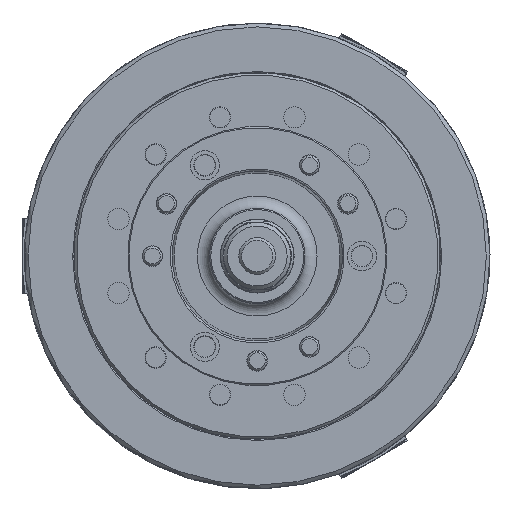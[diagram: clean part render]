
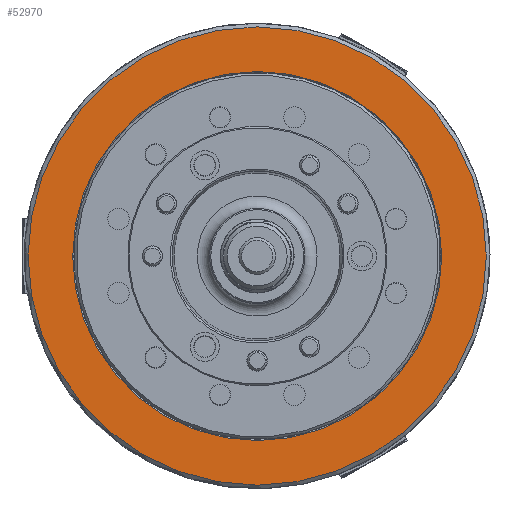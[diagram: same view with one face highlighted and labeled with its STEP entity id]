
A CAD part, left-side view. The second image highlights one B-rep face of the part: STEP entity #52970.
In plain terms, the highlighted planar face has unit normal (-1, 0, 0).
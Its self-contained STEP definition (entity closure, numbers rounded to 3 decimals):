
#887 = DIRECTION ( 'NONE',  ( -1., 0., 0. ) ) ;
#3379 = CARTESIAN_POINT ( 'NONE',  ( -114., 0., 0. ) ) ;
#5878 = FACE_OUTER_BOUND ( 'NONE', #64948, .T. ) ;
#12187 = DIRECTION ( 'NONE',  ( -1., 0., 0. ) ) ;
#14720 = AXIS2_PLACEMENT_3D ( 'NONE', #46419, #887, #21170 ) ;
#21170 = DIRECTION ( 'NONE',  ( 0., 0., 1. ) ) ;
#23644 = DIRECTION ( 'NONE',  ( 1., 0., 0. ) ) ;
#25653 = VERTEX_POINT ( 'NONE', #45926 ) ;
#26138 = PLANE ( 'NONE',  #14720 ) ;
#26799 = EDGE_LOOP ( 'NONE', ( #30313 ) ) ;
#29628 = AXIS2_PLACEMENT_3D ( 'NONE', #57686, #12187, #32431 ) ;
#30313 = ORIENTED_EDGE ( 'NONE', *, *, #51974, .T. ) ;
#30474 = ORIENTED_EDGE ( 'NONE', *, *, #42492, .T. ) ;
#31560 = AXIS2_PLACEMENT_3D ( 'NONE', #3379, #23644, #43928 ) ;
#32431 = DIRECTION ( 'NONE',  ( 0., 0., 1. ) ) ;
#32913 = VERTEX_POINT ( 'NONE', #53186 ) ;
#42492 = EDGE_CURVE ( 'NONE', #25653, #25653, #58259, .T. ) ;
#43928 = DIRECTION ( 'NONE',  ( 0., 0., 1. ) ) ;
#45926 = CARTESIAN_POINT ( 'NONE',  ( -114., 0., 187.5 ) ) ;
#46419 = CARTESIAN_POINT ( 'NONE',  ( -114., 190.5, 0. ) ) ;
#51415 = FACE_BOUND ( 'NONE', #26799, .T. ) ;
#51974 = EDGE_CURVE ( 'NONE', #32913, #32913, #60216, .T. ) ;
#52970 = ADVANCED_FACE ( 'NONE', ( #51415, #5878 ), #26138, .T. ) ;
#53186 = CARTESIAN_POINT ( 'NONE',  ( -114., 0., 151. ) ) ;
#57686 = CARTESIAN_POINT ( 'NONE',  ( -114., 0., 0. ) ) ;
#58259 = CIRCLE ( 'NONE', #29628, 187.5 ) ;
#60216 = CIRCLE ( 'NONE', #31560, 151. ) ;
#64948 = EDGE_LOOP ( 'NONE', ( #30474 ) ) ;
